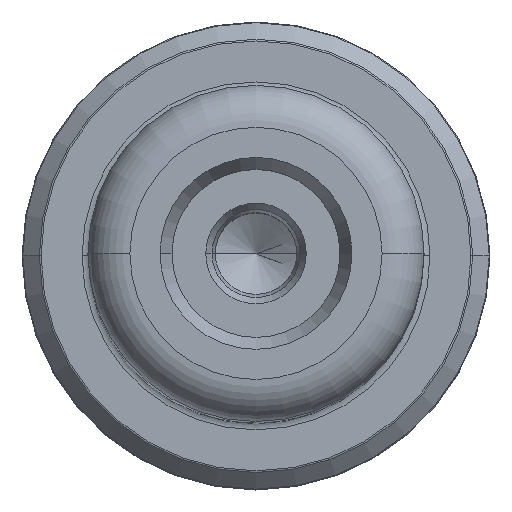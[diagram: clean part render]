
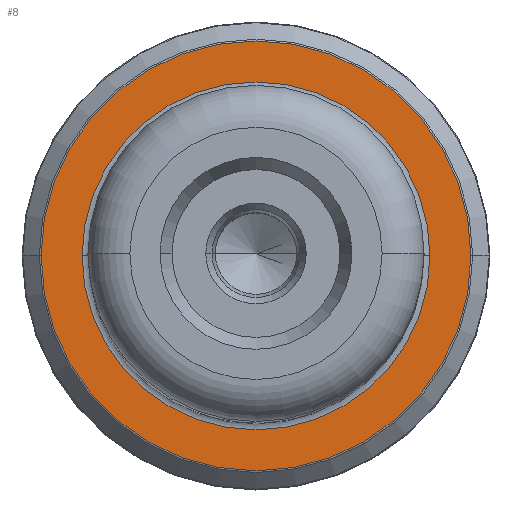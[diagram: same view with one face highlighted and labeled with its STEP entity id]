
A CAD part, top view. The second image highlights one B-rep face of the part: STEP entity #8.
In plain terms, the highlighted planar face has unit normal (0, 0, 1).
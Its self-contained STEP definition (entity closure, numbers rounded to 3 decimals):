
#8 = ADVANCED_FACE ( 'NONE', ( #330, #1564 ), #879, .T. ) ;
#57 = CARTESIAN_POINT ( 'NONE',  ( 0., 0., 30. ) ) ;
#93 = VERTEX_POINT ( 'NONE', #3112 ) ;
#108 = CIRCLE ( 'NONE', #2535, 14.5 ) ;
#135 = ORIENTED_EDGE ( 'NONE', *, *, #3144, .T. ) ;
#148 = CARTESIAN_POINT ( 'NONE',  ( 0., 0., 30. ) ) ;
#167 = EDGE_LOOP ( 'NONE', ( #3103, #1488 ) ) ;
#330 = FACE_BOUND ( 'NONE', #3484, .T. ) ;
#416 = CARTESIAN_POINT ( 'NONE',  ( 17.917, 0., 30. ) ) ;
#494 = VERTEX_POINT ( 'NONE', #1355 ) ;
#545 = VERTEX_POINT ( 'NONE', #416 ) ;
#562 = AXIS2_PLACEMENT_3D ( 'NONE', #2768, #2100, #1952 ) ;
#673 = ORIENTED_EDGE ( 'NONE', *, *, #2571, .T. ) ;
#711 = CIRCLE ( 'NONE', #2301, 17.917 ) ;
#879 = PLANE ( 'NONE',  #562 ) ;
#1355 = CARTESIAN_POINT ( 'NONE',  ( -14.5, 0., 30. ) ) ;
#1383 = DIRECTION ( 'NONE',  ( 0., 0., 1. ) ) ;
#1445 = CARTESIAN_POINT ( 'NONE',  ( 0., 0., 30. ) ) ;
#1488 = ORIENTED_EDGE ( 'NONE', *, *, #2521, .T. ) ;
#1564 = FACE_OUTER_BOUND ( 'NONE', #167, .T. ) ;
#1690 = CIRCLE ( 'NONE', #2569, 17.917 ) ;
#1704 = DIRECTION ( 'NONE',  ( 0., 0., -1. ) ) ;
#1744 = DIRECTION ( 'NONE',  ( 1., 0., 0. ) ) ;
#1875 = DIRECTION ( 'NONE',  ( -1., 0., 0. ) ) ;
#1952 = DIRECTION ( 'NONE',  ( 1., 0., 0. ) ) ;
#2100 = DIRECTION ( 'NONE',  ( 0., 0., 1. ) ) ;
#2301 = AXIS2_PLACEMENT_3D ( 'NONE', #148, #1383, #3528 ) ;
#2326 = DIRECTION ( 'NONE',  ( 0., 0., 1. ) ) ;
#2455 = DIRECTION ( 'NONE',  ( 0., 0., -1. ) ) ;
#2498 = VERTEX_POINT ( 'NONE', #2932 ) ;
#2521 = EDGE_CURVE ( 'NONE', #2498, #545, #711, .T. ) ;
#2535 = AXIS2_PLACEMENT_3D ( 'NONE', #57, #2455, #1875 ) ;
#2558 = CIRCLE ( 'NONE', #3061, 14.5 ) ;
#2569 = AXIS2_PLACEMENT_3D ( 'NONE', #2931, #2326, #1744 ) ;
#2571 = EDGE_CURVE ( 'NONE', #93, #494, #2558, .T. ) ;
#2768 = CARTESIAN_POINT ( 'NONE',  ( 0., 0., 30. ) ) ;
#2909 = DIRECTION ( 'NONE',  ( -1., 0., 0. ) ) ;
#2931 = CARTESIAN_POINT ( 'NONE',  ( 0., 0., 30. ) ) ;
#2932 = CARTESIAN_POINT ( 'NONE',  ( -17.917, 0., 30. ) ) ;
#3061 = AXIS2_PLACEMENT_3D ( 'NONE', #1445, #1704, #2909 ) ;
#3103 = ORIENTED_EDGE ( 'NONE', *, *, #3602, .T. ) ;
#3112 = CARTESIAN_POINT ( 'NONE',  ( 14.5, 0., 30. ) ) ;
#3144 = EDGE_CURVE ( 'NONE', #494, #93, #108, .T. ) ;
#3484 = EDGE_LOOP ( 'NONE', ( #135, #673 ) ) ;
#3528 = DIRECTION ( 'NONE',  ( 1., 0., 0. ) ) ;
#3602 = EDGE_CURVE ( 'NONE', #545, #2498, #1690, .T. ) ;
